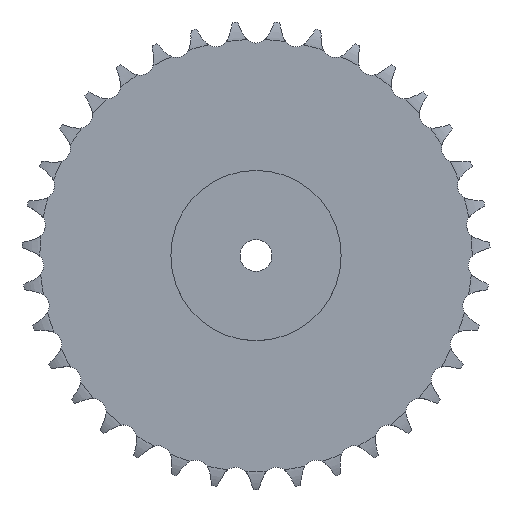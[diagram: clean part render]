
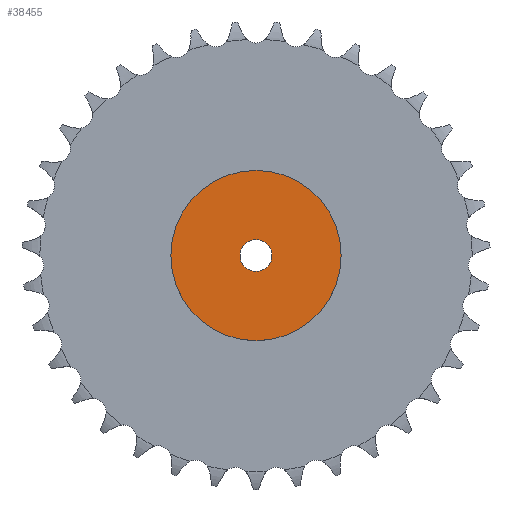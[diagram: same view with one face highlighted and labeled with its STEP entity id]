
A CAD part, top view. The second image highlights one B-rep face of the part: STEP entity #38455.
In plain terms, the highlighted planar face has unit normal (0, 0, 1).
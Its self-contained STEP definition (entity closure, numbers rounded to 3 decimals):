
#4419 = CYLINDRICAL_SURFACE('',#4420,80.);
#4420 = AXIS2_PLACEMENT_3D('',#4421,#4422,#4423);
#4421 = CARTESIAN_POINT('',(0.,0.,0.));
#4422 = DIRECTION('',(-0.,-0.,-1.));
#4423 = DIRECTION('',(1.,0.,0.));
#24196 = VERTEX_POINT('',#24197);
#24197 = CARTESIAN_POINT('',(80.,0.,60.));
#24218 = EDGE_CURVE('',#24196,#24196,#24219,.T.);
#24219 = SURFACE_CURVE('',#24220,(#24225,#24232),.PCURVE_S1.);
#24220 = CIRCLE('',#24221,80.);
#24221 = AXIS2_PLACEMENT_3D('',#24222,#24223,#24224);
#24222 = CARTESIAN_POINT('',(0.,0.,60.));
#24223 = DIRECTION('',(0.,0.,1.));
#24224 = DIRECTION('',(1.,0.,0.));
#24225 = PCURVE('',#4419,#24226);
#24226 = DEFINITIONAL_REPRESENTATION('',(#24227),#24231);
#24227 = LINE('',#24228,#24229);
#24228 = CARTESIAN_POINT('',(-0.,-60.));
#24229 = VECTOR('',#24230,1.);
#24230 = DIRECTION('',(-1.,0.));
#24231 = ( GEOMETRIC_REPRESENTATION_CONTEXT(2) 
PARAMETRIC_REPRESENTATION_CONTEXT() REPRESENTATION_CONTEXT('2D SPACE',''
  ) );
#24232 = PCURVE('',#24233,#24238);
#24233 = PLANE('',#24234);
#24234 = AXIS2_PLACEMENT_3D('',#24235,#24236,#24237);
#24235 = CARTESIAN_POINT('',(0.,0.,60.)
  );
#24236 = DIRECTION('',(0.,0.,1.));
#24237 = DIRECTION('',(1.,0.,0.));
#24238 = DEFINITIONAL_REPRESENTATION('',(#24239),#24243);
#24239 = CIRCLE('',#24240,80.);
#24240 = AXIS2_PLACEMENT_2D('',#24241,#24242);
#24241 = CARTESIAN_POINT('',(0.,0.));
#24242 = DIRECTION('',(1.,0.));
#24243 = ( GEOMETRIC_REPRESENTATION_CONTEXT(2) 
PARAMETRIC_REPRESENTATION_CONTEXT() REPRESENTATION_CONTEXT('2D SPACE',''
  ) );
#32698 = CYLINDRICAL_SURFACE('',#32699,15.);
#32699 = AXIS2_PLACEMENT_3D('',#32700,#32701,#32702);
#32700 = CARTESIAN_POINT('',(0.,0.,660.472));
#32701 = DIRECTION('',(0.,0.,1.));
#32702 = DIRECTION('',(1.,0.,0.));
#38455 = ADVANCED_FACE('',(#38456,#38459),#24233,.T.);
#38456 = FACE_BOUND('',#38457,.T.);
#38457 = EDGE_LOOP('',(#38458));
#38458 = ORIENTED_EDGE('',*,*,#24218,.T.);
#38459 = FACE_BOUND('',#38460,.T.);
#38460 = EDGE_LOOP('',(#38461));
#38461 = ORIENTED_EDGE('',*,*,#38462,.F.);
#38462 = EDGE_CURVE('',#38463,#38463,#38465,.T.);
#38463 = VERTEX_POINT('',#38464);
#38464 = CARTESIAN_POINT('',(15.,0.,60.));
#38465 = SURFACE_CURVE('',#38466,(#38471,#38478),.PCURVE_S1.);
#38466 = CIRCLE('',#38467,15.);
#38467 = AXIS2_PLACEMENT_3D('',#38468,#38469,#38470);
#38468 = CARTESIAN_POINT('',(0.,0.,60.));
#38469 = DIRECTION('',(0.,0.,1.));
#38470 = DIRECTION('',(1.,0.,0.));
#38471 = PCURVE('',#24233,#38472);
#38472 = DEFINITIONAL_REPRESENTATION('',(#38473),#38477);
#38473 = CIRCLE('',#38474,15.);
#38474 = AXIS2_PLACEMENT_2D('',#38475,#38476);
#38475 = CARTESIAN_POINT('',(0.,0.));
#38476 = DIRECTION('',(1.,0.));
#38477 = ( GEOMETRIC_REPRESENTATION_CONTEXT(2) 
PARAMETRIC_REPRESENTATION_CONTEXT() REPRESENTATION_CONTEXT('2D SPACE',''
  ) );
#38478 = PCURVE('',#32698,#38479);
#38479 = DEFINITIONAL_REPRESENTATION('',(#38480),#38484);
#38480 = LINE('',#38481,#38482);
#38481 = CARTESIAN_POINT('',(0.,-600.472));
#38482 = VECTOR('',#38483,1.);
#38483 = DIRECTION('',(1.,0.));
#38484 = ( GEOMETRIC_REPRESENTATION_CONTEXT(2) 
PARAMETRIC_REPRESENTATION_CONTEXT() REPRESENTATION_CONTEXT('2D SPACE',''
  ) );
